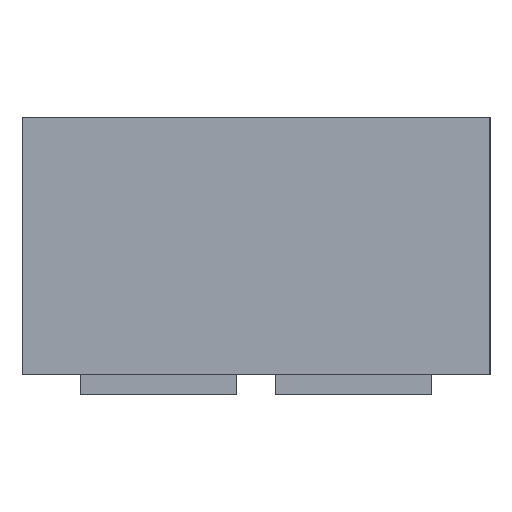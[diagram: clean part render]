
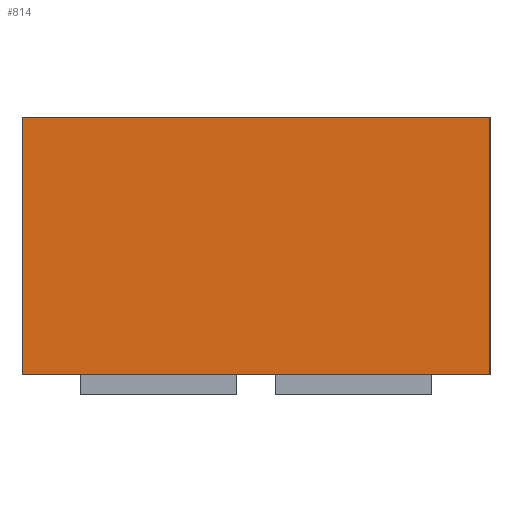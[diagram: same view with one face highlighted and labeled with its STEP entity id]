
A CAD part, left-side view. The second image highlights one B-rep face of the part: STEP entity #814.
In plain terms, the highlighted face is planar.
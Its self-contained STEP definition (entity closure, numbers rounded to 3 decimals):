
#51=DIRECTION('',(-1.,0.,0.));
#52=VECTOR('',#51,0.6);
#53=CARTESIAN_POINT('',(0.3,0.,-0.65));
#54=LINE('',#53,#52);
#142=DIRECTION('',(0.,1.,0.));
#143=VECTOR('',#142,0.33);
#144=CARTESIAN_POINT('',(-0.3,0.,-0.65));
#145=LINE('',#144,#143);
#177=DIRECTION('',(0.,1.,0.));
#178=VECTOR('',#177,0.33);
#179=CARTESIAN_POINT('',(0.3,0.,-0.65));
#180=LINE('',#179,#178);
#261=DIRECTION('',(-1.,0.,0.));
#262=VECTOR('',#261,0.6);
#263=CARTESIAN_POINT('',(0.3,0.33,-0.65));
#264=LINE('',#263,#262);
#618=CARTESIAN_POINT('',(-0.3,0.,-0.65));
#620=VERTEX_POINT('',#618);
#624=CARTESIAN_POINT('',(0.3,0.,-0.65));
#625=VERTEX_POINT('',#624);
#626=CARTESIAN_POINT('',(-0.3,0.33,-0.65));
#628=VERTEX_POINT('',#626);
#632=CARTESIAN_POINT('',(0.3,0.33,-0.65));
#633=VERTEX_POINT('',#632);
#801=CARTESIAN_POINT('',(0.3,0.,-0.65));
#802=DIRECTION('',(0.,0.,-1.));
#803=DIRECTION('',(-1.,0.,0.));
#804=AXIS2_PLACEMENT_3D('',#801,#802,#803);
#805=PLANE('',#804);
#806=ORIENTED_EDGE('',*,*,#741,.F.);
#808=ORIENTED_EDGE('',*,*,#807,.T.);
#810=ORIENTED_EDGE('',*,*,#809,.T.);
#811=ORIENTED_EDGE('',*,*,#782,.F.);
#812=EDGE_LOOP('',(#806,#808,#810,#811));
#813=FACE_OUTER_BOUND('',#812,.F.);
#741=EDGE_CURVE('',#625,#620,#54,.T.);
#782=EDGE_CURVE('',#620,#628,#145,.T.);
#807=EDGE_CURVE('',#625,#633,#180,.T.);
#809=EDGE_CURVE('',#633,#628,#264,.T.);
#814=ADVANCED_FACE('',(#813),#805,.T.);
